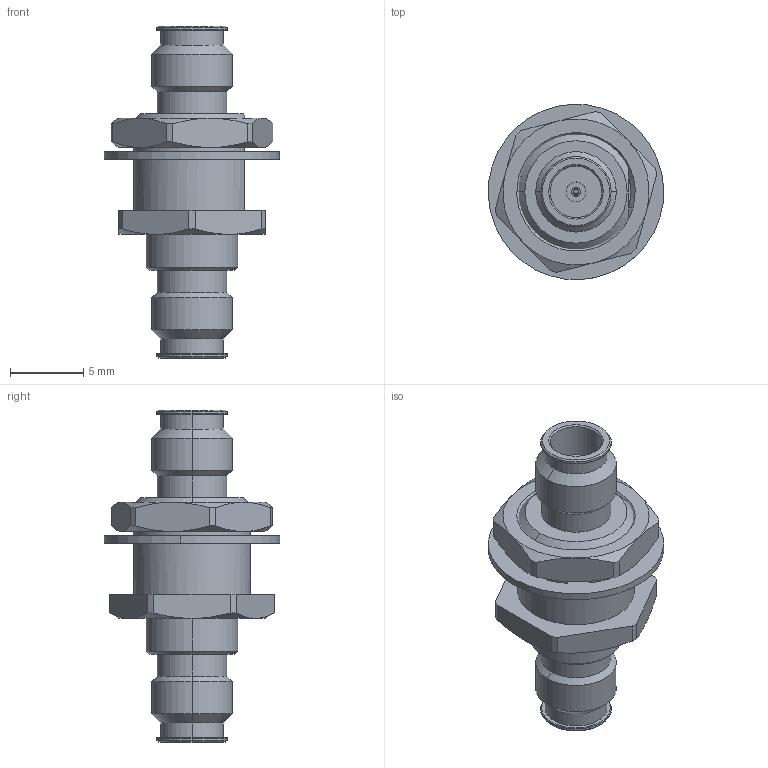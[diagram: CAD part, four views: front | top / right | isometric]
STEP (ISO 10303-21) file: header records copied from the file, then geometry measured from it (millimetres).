
FILE_DESCRIPTION (( 'STEP AP203' ), '1' );
FILE_NAME ('CT-EFEF-B-LN1.STEP', '2022-06-30T18:08:31', ( '' ), ( '' ), 'SwSTEP 2.0', 'SolidWorks 2021', '' );
FILE_SCHEMA (( 'CONFIG_CONTROL_DESIGN' ));
Length unit declared in the file: inch
Products named in the file (1): CT-EFEF-B-LN1
Bounding box: 11.99 x 11.99 x 22.7 mm (x, y, z)
Volume: 820.9 mm3; surface area: 1080.8 mm2
Topology: 3 solids, 3 shells, 191 faces, 465 edges, 292 vertices
Faces by surface type: cylinder 72, plane 67, cone 48, torus 4
Entity records: 6109 total; most frequent: CARTESIAN_POINT 1451, DIRECTION 1012, ORIENTED_EDGE 930, EDGE_CURVE 465, AXIS2_PLACEMENT_3D 401, VERTEX_POINT 292, LINE 210, VECTOR 210
